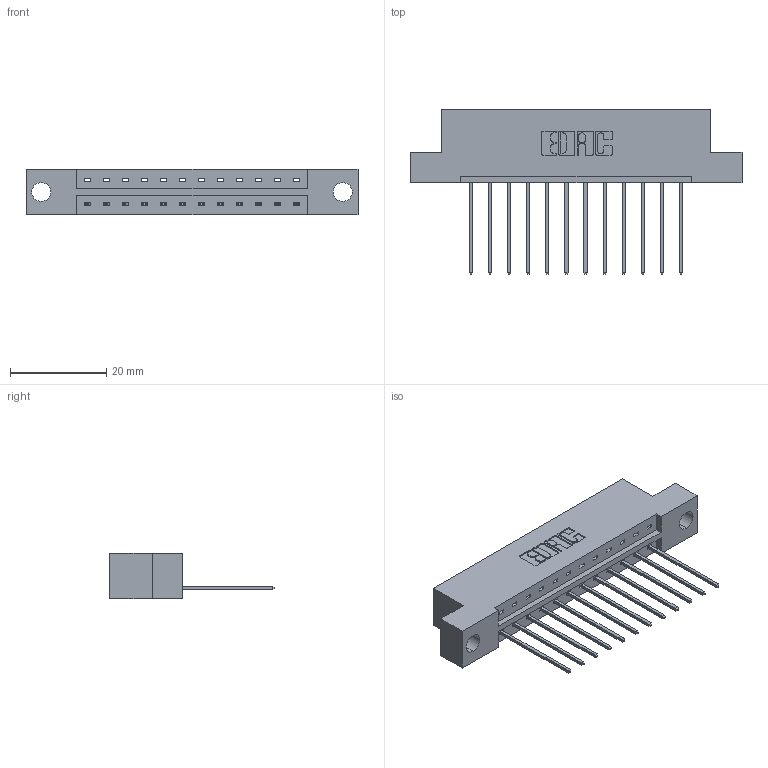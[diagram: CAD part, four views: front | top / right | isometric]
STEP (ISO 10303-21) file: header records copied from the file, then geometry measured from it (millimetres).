
FILE_DESCRIPTION (( 'STEP AP203' ), '1' );
FILE_NAME ('833-012-541-104.STEP', '2020-05-30T21:51:45', ( '' ), ( '' ), 'SwSTEP 2.0', 'SolidWorks 2020', '' );
FILE_SCHEMA (( 'CONFIG_CONTROL_DESIGN' ));
Length unit declared in the file: inch
Products named in the file (3): 833 Part_Flush - .156 Dia - TH; 345-292-001_345-293-141; 833-012-541-104
Assembly tree (13 placements, depth 2):
  833-012-541-104
    833 Part_Flush - .156 Dia - TH
    345-292-001_345-293-141  x12
Bounding box: 69.09 x 34.3 x 9.4 mm (x, y, z)
Volume: 6645.9 mm3; surface area: 7032.9 mm2
Topology: 13 solids, 13 shells, 810 faces, 2423 edges, 1598 vertices
Faces by surface type: plane 574, cylinder 236
Entity records: 11237 total; most frequent: CARTESIAN_POINT 1950, ORIENTED_EDGE 1898, DIRECTION 1705, EDGE_CURVE 949, LINE 821, VECTOR 821, VERTEX_POINT 630, AXIS2_PLACEMENT_3D 442
